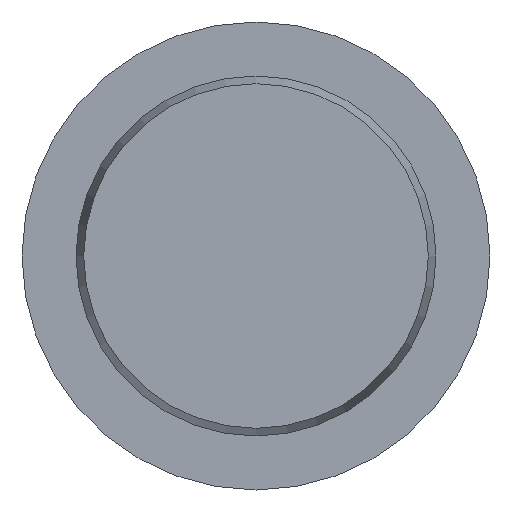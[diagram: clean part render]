
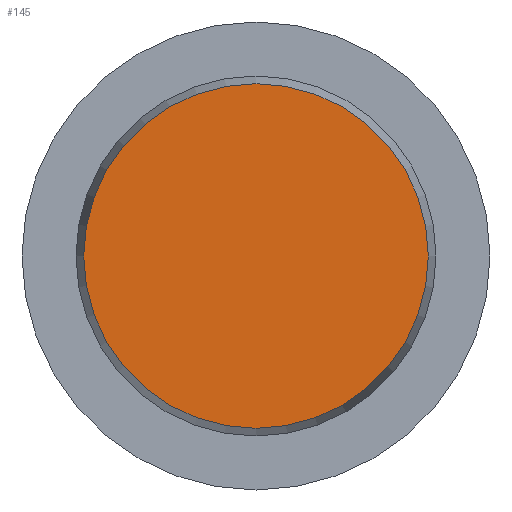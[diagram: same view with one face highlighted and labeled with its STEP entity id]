
A CAD part, left-side view. The second image highlights one B-rep face of the part: STEP entity #145.
In plain terms, the highlighted planar face has unit normal (-1, 0, 0).
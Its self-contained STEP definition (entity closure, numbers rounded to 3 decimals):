
#18=PLANE('',#176);
#28=FACE_OUTER_BOUND('',#37,.T.);
#37=EDGE_LOOP('',(#118));
#61=CIRCLE('',#175,2.393);
#75=VERTEX_POINT('',#261);
#92=EDGE_CURVE('',#75,#75,#61,.T.);
#118=ORIENTED_EDGE('',*,*,#92,.F.);
#145=ADVANCED_FACE('',(#28),#18,.T.);
#175=AXIS2_PLACEMENT_3D('',#263,#214,#215);
#176=AXIS2_PLACEMENT_3D('',#264,#216,#217);
#214=DIRECTION('center_axis',(1.,0.,0.));
#215=DIRECTION('ref_axis',(0.,-1.,0.));
#216=DIRECTION('center_axis',(-1.,0.,0.));
#217=DIRECTION('ref_axis',(0.,0.,1.));
#261=CARTESIAN_POINT('',(-44.8,2.393,0.));
#263=CARTESIAN_POINT('Origin',(-44.8,0.,0.));
#264=CARTESIAN_POINT('Origin',(-44.8,2.5,0.));
